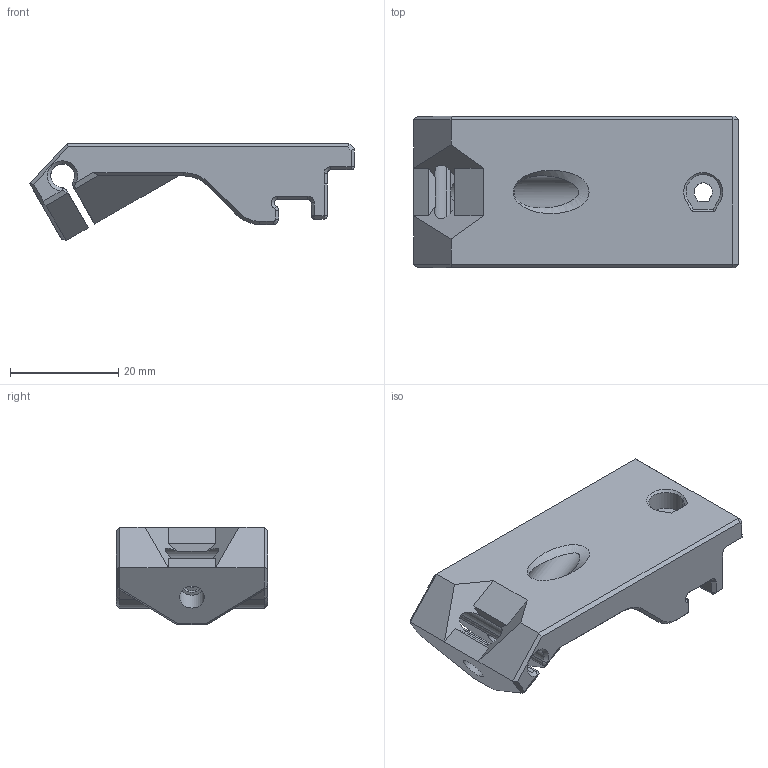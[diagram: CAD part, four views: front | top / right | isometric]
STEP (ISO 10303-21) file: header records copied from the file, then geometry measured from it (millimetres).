
FILE_DESCRIPTION(/* description */ (''),/* implementation_level */ '2;1');
FILE_NAME(/* name */ 'Bowden Tube Holder Extended.step',/* time_stamp */ '2024-08-24T10:54:45-05:00',/* author */ (''),/* organization */ (''),/* preprocessor_version */ 'ST-DEVELOPER v20',/* originating_system */ 'Autodesk Translation Framework v13.14.0.145',/* authorisation */ '');
FILE_SCHEMA (('AUTOMOTIVE_DESIGN { 1 0 10303 214 3 1 1 }'));
Length unit declared in the file: millimetre
Products named in the file (1): Bowden_Tube_Holder
Bounding box: 60.1 x 28 x 17.97 mm (x, y, z)
Volume: 14513.2 mm3; surface area: 6142.5 mm2
Topology: 1 solids, 1 shells, 162 faces, 398 edges, 233 vertices
Faces by surface type: plane 95, cone 29, cylinder 29, bspline 9
Full cylindrical faces by diameter (mm): 3.5 x2, 4.7 x1, 6 x1
Entity records: 5642 total; most frequent: CARTESIAN_POINT 1845, ORIENTED_EDGE 784, DIRECTION 761, EDGE_CURVE 392, LINE 289, VECTOR 289, AXIS2_PLACEMENT_3D 236, VERTEX_POINT 233
